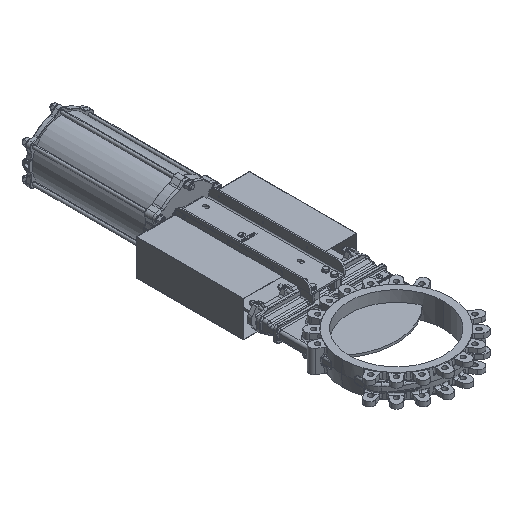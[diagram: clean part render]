
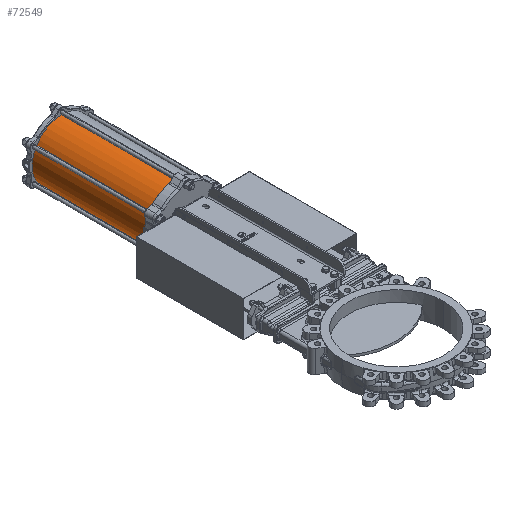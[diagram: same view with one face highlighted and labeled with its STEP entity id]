
A CAD part, isometric view. The second image highlights one B-rep face of the part: STEP entity #72549.
In plain terms, the highlighted cylindrical face has radius 157.15 mm (diameter 314.3 mm), a partial arc.
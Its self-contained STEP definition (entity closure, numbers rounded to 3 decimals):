
#679 = EDGE_CURVE ( 'NONE', #75675, #75665, #94156, .T. ) ;
#10353 = VECTOR ( 'NONE', #96120, 1000. ) ;
#14023 = FACE_OUTER_BOUND ( 'NONE', #79113, .T. ) ;
#14038 = CYLINDRICAL_SURFACE ( 'NONE', #18126, 157.15 ) ;
#18126 = AXIS2_PLACEMENT_3D ( 'NONE', #25802, #25803, #25804 ) ;
#25802 = CARTESIAN_POINT ( 'NONE',  ( 0., 1774., 0. ) ) ;
#25803 = DIRECTION ( 'NONE',  ( 0., -1., 0. ) ) ;
#25804 = DIRECTION ( 'NONE',  ( 0., 0., -1. ) ) ;
#31082 = ORIENTED_EDGE ( 'NONE', *, *, #72750, .T. ) ;
#31361 = ORIENTED_EDGE ( 'NONE', *, *, #71330, .T. ) ;
#31483 = ORIENTED_EDGE ( 'NONE', *, *, #72749, .F. ) ;
#31492 = ORIENTED_EDGE ( 'NONE', *, *, #679, .F. ) ;
#34120 = CIRCLE ( 'NONE', #34154, 157.15 ) ;
#34138 = CIRCLE ( 'NONE', #34158, 157.15 ) ;
#34154 = AXIS2_PLACEMENT_3D ( 'NONE', #35102, #35104, #35106 ) ;
#34158 = AXIS2_PLACEMENT_3D ( 'NONE', #35109, #35111, #35113 ) ;
#35102 = CARTESIAN_POINT ( 'NONE',  ( 0., 1774., 0. ) ) ;
#35104 = DIRECTION ( 'NONE',  ( 0., 1., 0. ) ) ;
#35106 = DIRECTION ( 'NONE',  ( 0., 0., 1. ) ) ;
#35109 = CARTESIAN_POINT ( 'NONE',  ( 0., 1170., 0. ) ) ;
#35111 = DIRECTION ( 'NONE',  ( 0., 1., 0. ) ) ;
#35113 = DIRECTION ( 'NONE',  ( 0., 0., 1. ) ) ;
#49430 = CARTESIAN_POINT ( 'NONE',  ( 0., 1170., 157.15 ) ) ;
#49434 = CARTESIAN_POINT ( 'NONE',  ( 0., 1170., -157.15 ) ) ;
#49435 = CARTESIAN_POINT ( 'NONE',  ( 0., 1774., -157.15 ) ) ;
#49441 = CARTESIAN_POINT ( 'NONE',  ( 0., 1774., 157.15 ) ) ;
#71330 = EDGE_CURVE ( 'NONE', #75670, #75669, #96423, .T. ) ;
#72549 = ADVANCED_FACE ( 'NONE', ( #14023 ), #14038, .T. ) ;
#72749 = EDGE_CURVE ( 'NONE', #75670, #75675, #34120, .T. ) ;
#72750 = EDGE_CURVE ( 'NONE', #75669, #75665, #34138, .T. ) ;
#75665 = VERTEX_POINT ( 'NONE', #49430 ) ;
#75669 = VERTEX_POINT ( 'NONE', #49434 ) ;
#75670 = VERTEX_POINT ( 'NONE', #49435 ) ;
#75675 = VERTEX_POINT ( 'NONE', #49441 ) ;
#79113 = EDGE_LOOP ( 'NONE', ( #31492, #31483, #31361, #31082 ) ) ;
#94156 = LINE ( 'NONE', #94903, #95895 ) ;
#94819 = DIRECTION ( 'NONE',  ( 0., -1., 0. ) ) ;
#94903 = CARTESIAN_POINT ( 'NONE',  ( 0., 1774., 157.15 ) ) ;
#95895 = VECTOR ( 'NONE', #94819, 1000. ) ;
#95913 = CARTESIAN_POINT ( 'NONE',  ( 0., 1774., -157.15 ) ) ;
#96120 = DIRECTION ( 'NONE',  ( 0., -1., 0. ) ) ;
#96423 = LINE ( 'NONE', #95913, #10353 ) ;
